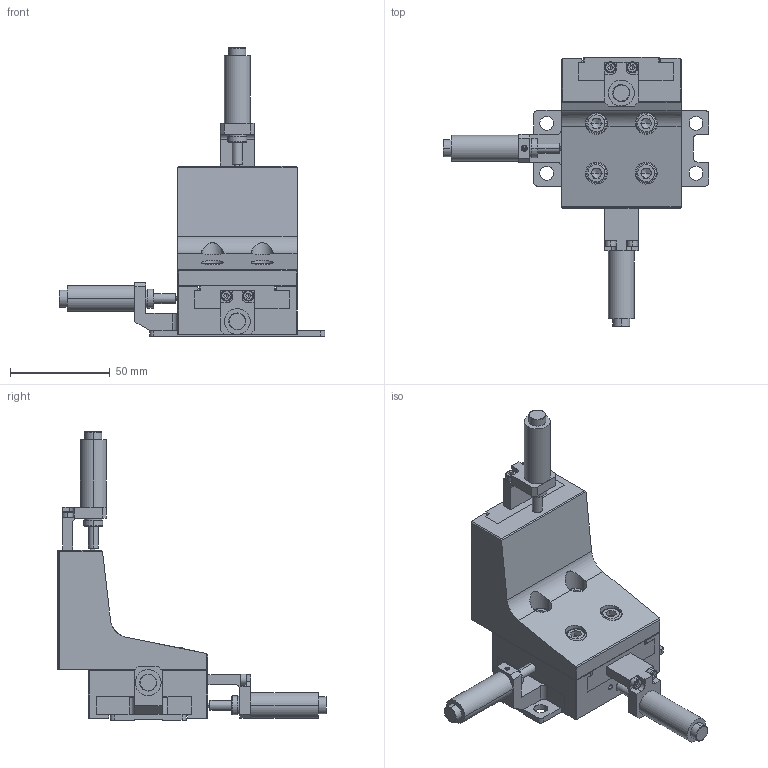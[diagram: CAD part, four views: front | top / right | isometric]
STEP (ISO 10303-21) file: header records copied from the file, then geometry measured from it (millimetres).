
FILE_DESCRIPTION (( 'STEP AP214' ), '1' );
FILE_NAME ('516701.STEP', '2019-10-22T01:42:43', ( 'user' ), ( '微软中国' ), 'SwSTEP 2.0', 'SolidWorks 2016', '' );
FILE_SCHEMA (( 'AUTOMOTIVE_DESIGN' ));
Length unit declared in the file: millimetre
Products named in the file (1): 516701
Bounding box: 133.5 x 135 x 145 mm (x, y, z)
Volume: 242558 mm3; surface area: 82079.6 mm2
Topology: 69 solids, 69 shells, 920 faces, 2108 edges, 1327 vertices
Faces by surface type: plane 424, cylinder 344, cone 117, bspline 31, torus 4
Entity records: 33495 total; most frequent: CARTESIAN_POINT 5882, DIRECTION 4579, ORIENTED_EDGE 4078, EDGE_CURVE 2039, AXIS2_PLACEMENT_3D 1733, VERTEX_POINT 1322, LINE 1113, VECTOR 1113
